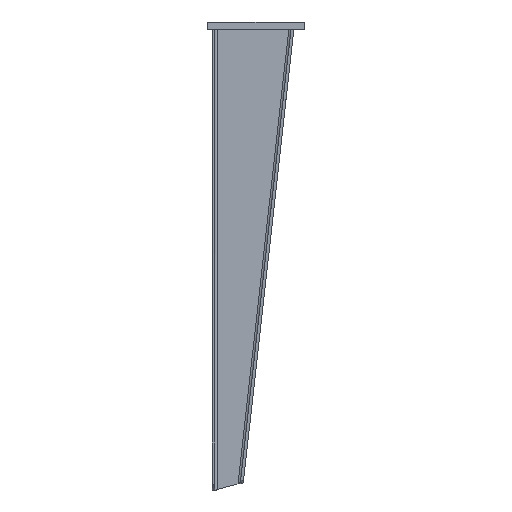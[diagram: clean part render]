
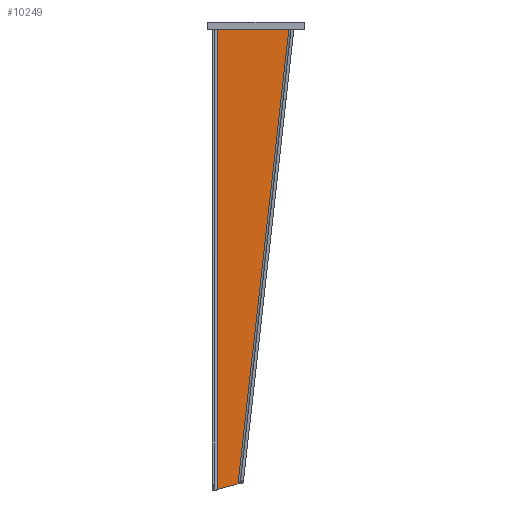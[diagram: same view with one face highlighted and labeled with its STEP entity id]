
A CAD part, left-side view. The second image highlights one B-rep face of the part: STEP entity #10249.
In plain terms, the highlighted face is planar.
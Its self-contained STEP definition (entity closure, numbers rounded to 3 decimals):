
#4419=DIRECTION('',(-0.994,-0.111,0.));
#4420=VECTOR('',#4419,307.815);
#4421=CARTESIAN_POINT('',(305.912,-35.257,-1.9));
#4422=LINE('',#4421,#4420);
#4423=DIRECTION('',(-0.259,-0.966,0.));
#4424=VECTOR('',#4423,14.49);
#4425=CARTESIAN_POINT('',(309.662,-21.26,-1.9));
#4426=LINE('',#4425,#4424);
#4427=DIRECTION('',(0.,1.,0.));
#4428=VECTOR('',#4427,48.175);
#4429=CARTESIAN_POINT('',(0.,-69.435,-1.9));
#4430=LINE('',#4429,#4428);
#4573=DIRECTION('',(-1.,0.,0.));
#4574=VECTOR('',#4573,309.662);
#4575=CARTESIAN_POINT('',(309.662,-21.26,-1.9));
#4576=LINE('',#4575,#4574);
#8671=CARTESIAN_POINT('',(0.,-21.26,-1.9));
#8672=VERTEX_POINT('',#8671);
#8673=CARTESIAN_POINT('',(305.912,-35.257,-1.9));
#8674=CARTESIAN_POINT('',(0.,-69.435,-1.9));
#8675=VERTEX_POINT('',#8673);
#8676=VERTEX_POINT('',#8674);
#8687=CARTESIAN_POINT('',(309.662,-21.26,-1.9));
#8688=VERTEX_POINT('',#8687);
#10235=CARTESIAN_POINT('',(2.279,-90.,-1.9));
#10236=DIRECTION('',(0.,0.,1.));
#10237=DIRECTION('',(1.,0.,0.));
#10238=AXIS2_PLACEMENT_3D('',#10235,#10236,#10237);
#10239=PLANE('',#10238);
#10241=ORIENTED_EDGE('',*,*,#10240,.F.);
#10243=ORIENTED_EDGE('',*,*,#10242,.F.);
#10245=ORIENTED_EDGE('',*,*,#10244,.T.);
#10246=ORIENTED_EDGE('',*,*,#10225,.F.);
#10247=EDGE_LOOP('',(#10241,#10243,#10245,#10246));
#10248=FACE_OUTER_BOUND('',#10247,.F.);
#10249=ADVANCED_FACE('',(#10248),#10239,.F.);
#10225=EDGE_CURVE('',#8676,#8672,#4430,.T.);
#10240=EDGE_CURVE('',#8675,#8676,#4422,.T.);
#10242=EDGE_CURVE('',#8688,#8675,#4426,.T.);
#10244=EDGE_CURVE('',#8688,#8672,#4576,.T.);
